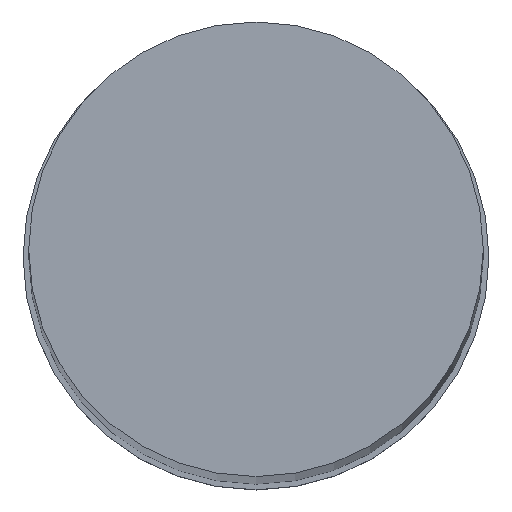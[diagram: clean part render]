
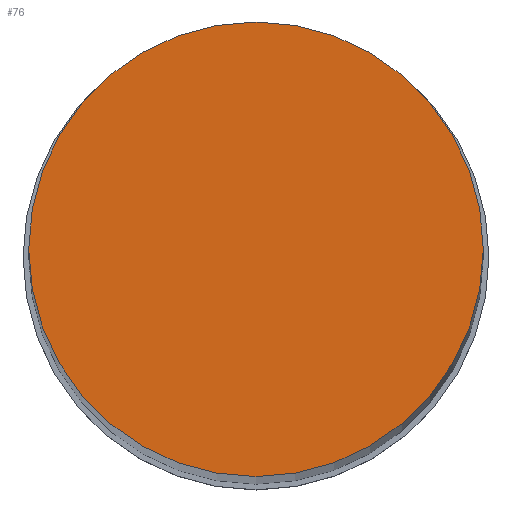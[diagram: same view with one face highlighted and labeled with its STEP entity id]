
A CAD part, top view. The second image highlights one B-rep face of the part: STEP entity #76.
In plain terms, the highlighted planar face has unit normal (0, 0, 1).
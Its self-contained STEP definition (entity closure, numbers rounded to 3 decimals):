
#76=ADVANCED_FACE('',(#87),#88,.T.);
#87=FACE_OUTER_BOUND('',#112,.T.);
#88=PLANE('',#113);
#112=EDGE_LOOP('',(#139));
#113=AXIS2_PLACEMENT_3D('',#140,#141,#142);
#139=ORIENTED_EDGE('',*,*,#179,.F.);
#140=CARTESIAN_POINT('',(0.,3.,130.0));
#141=DIRECTION('',(0.,0.,1.0));
#142=DIRECTION('',(0.,-1.0,0.));
#179=EDGE_CURVE('',#188,#188,#189,.T.);
#188=VERTEX_POINT('',#204);
#189=CIRCLE('',#205,6.0);
#204=CARTESIAN_POINT('',(0.,6.,130.0));
#205=AXIS2_PLACEMENT_3D('',#221,#222,#223);
#221=CARTESIAN_POINT('',(0.,0.,130.0));
#222=DIRECTION('',(0.,0.,-1.0));
#223=DIRECTION('',(0.,1.0,0.));
